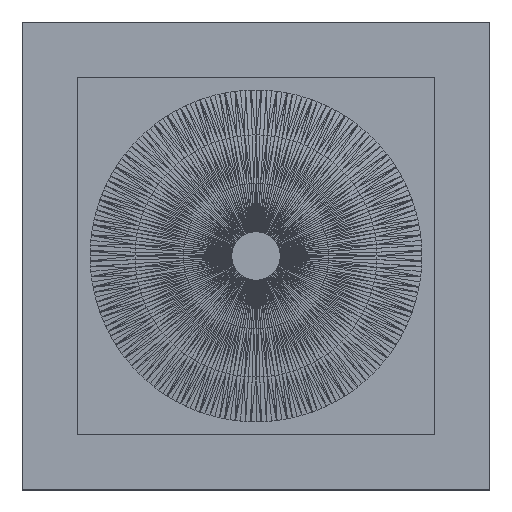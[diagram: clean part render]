
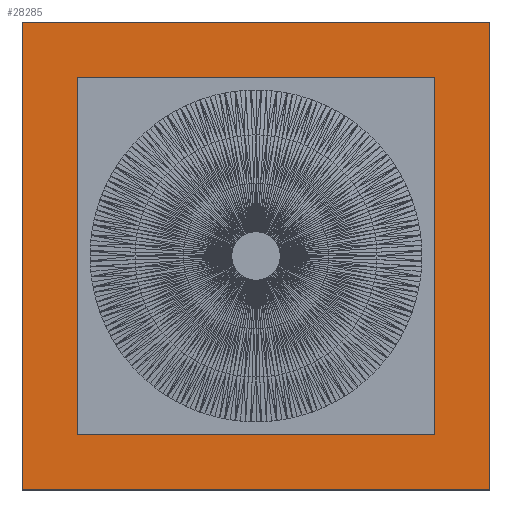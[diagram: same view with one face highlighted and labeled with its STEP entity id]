
A CAD part, top view. The second image highlights one B-rep face of the part: STEP entity #28285.
In plain terms, the highlighted planar face has unit normal (0, 0, 1).
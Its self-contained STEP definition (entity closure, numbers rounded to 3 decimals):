
#28259 = VERTEX_POINT('',#28260);
#28260 = CARTESIAN_POINT('',(6.95,6.95,4.4
    ));
#28268 = VERTEX_POINT('',#28269);
#28269 = CARTESIAN_POINT('',(6.95,-6.95,
    4.4));
#28275 = EDGE_CURVE('',#28259,#28268,#28276,.T.);
#28276 = LINE('',#28277,#28278);
#28277 = CARTESIAN_POINT('',(6.95,6.95,4.4
    ));
#28278 = VECTOR('',#28279,1.);
#28279 = DIRECTION('',(0.,-1.,0.));
#28285 = ADVANCED_FACE('',(#28286,#28320),#28345,.T.);
#28286 = FACE_BOUND('',#28287,.T.);
#28287 = EDGE_LOOP('',(#28288,#28298,#28306,#28314));
#28288 = ORIENTED_EDGE('',*,*,#28289,.T.);
#28289 = EDGE_CURVE('',#28290,#28292,#28294,.T.);
#28290 = VERTEX_POINT('',#28291);
#28291 = CARTESIAN_POINT('',(9.1,-9.1,
    4.4));
#28292 = VERTEX_POINT('',#28293);
#28293 = CARTESIAN_POINT('',(9.1,9.1,4.4
    ));
#28294 = LINE('',#28295,#28296);
#28295 = CARTESIAN_POINT('',(9.1,-9.1,
    4.4));
#28296 = VECTOR('',#28297,1.);
#28297 = DIRECTION('',(0.,1.,0.));
#28298 = ORIENTED_EDGE('',*,*,#28299,.T.);
#28299 = EDGE_CURVE('',#28292,#28300,#28302,.T.);
#28300 = VERTEX_POINT('',#28301);
#28301 = CARTESIAN_POINT('',(-9.1,9.1,
    4.4));
#28302 = LINE('',#28303,#28304);
#28303 = CARTESIAN_POINT('',(9.1,9.1,4.4
    ));
#28304 = VECTOR('',#28305,1.);
#28305 = DIRECTION('',(-1.,0.,0.));
#28306 = ORIENTED_EDGE('',*,*,#28307,.T.);
#28307 = EDGE_CURVE('',#28300,#28308,#28310,.T.);
#28308 = VERTEX_POINT('',#28309);
#28309 = CARTESIAN_POINT('',(-9.1,-9.1,
    4.4));
#28310 = LINE('',#28311,#28312);
#28311 = CARTESIAN_POINT('',(-9.1,9.1,
    4.4));
#28312 = VECTOR('',#28313,1.);
#28313 = DIRECTION('',(0.,-1.,0.));
#28314 = ORIENTED_EDGE('',*,*,#28315,.T.);
#28315 = EDGE_CURVE('',#28308,#28290,#28316,.T.);
#28316 = LINE('',#28317,#28318);
#28317 = CARTESIAN_POINT('',(-9.1,-9.1,
    4.4));
#28318 = VECTOR('',#28319,1.);
#28319 = DIRECTION('',(1.,0.,0.));
#28320 = FACE_BOUND('',#28321,.T.);
#28321 = EDGE_LOOP('',(#28322,#28330,#28331,#28339));
#28322 = ORIENTED_EDGE('',*,*,#28323,.T.);
#28323 = EDGE_CURVE('',#28324,#28259,#28326,.T.);
#28324 = VERTEX_POINT('',#28325);
#28325 = CARTESIAN_POINT('',(-6.95,6.95,
    4.4));
#28326 = LINE('',#28327,#28328);
#28327 = CARTESIAN_POINT('',(-6.95,6.95,
    4.4));
#28328 = VECTOR('',#28329,1.);
#28329 = DIRECTION('',(1.,0.,0.));
#28330 = ORIENTED_EDGE('',*,*,#28275,.T.);
#28331 = ORIENTED_EDGE('',*,*,#28332,.T.);
#28332 = EDGE_CURVE('',#28268,#28333,#28335,.T.);
#28333 = VERTEX_POINT('',#28334);
#28334 = CARTESIAN_POINT('',(-6.95,-6.95,
    4.4));
#28335 = LINE('',#28336,#28337);
#28336 = CARTESIAN_POINT('',(6.95,-6.95,
    4.4));
#28337 = VECTOR('',#28338,1.);
#28338 = DIRECTION('',(-1.,0.,0.));
#28339 = ORIENTED_EDGE('',*,*,#28340,.T.);
#28340 = EDGE_CURVE('',#28333,#28324,#28341,.T.);
#28341 = LINE('',#28342,#28343);
#28342 = CARTESIAN_POINT('',(-6.95,-6.95,
    4.4));
#28343 = VECTOR('',#28344,1.);
#28344 = DIRECTION('',(0.,1.,0.));
#28345 = PLANE('',#28346);
#28346 = AXIS2_PLACEMENT_3D('',#28347,#28348,#28349);
#28347 = CARTESIAN_POINT('',(0.,0.,4.4));
#28348 = DIRECTION('',(0.,0.,1.));
#28349 = DIRECTION('',(1.,0.,-0.));
